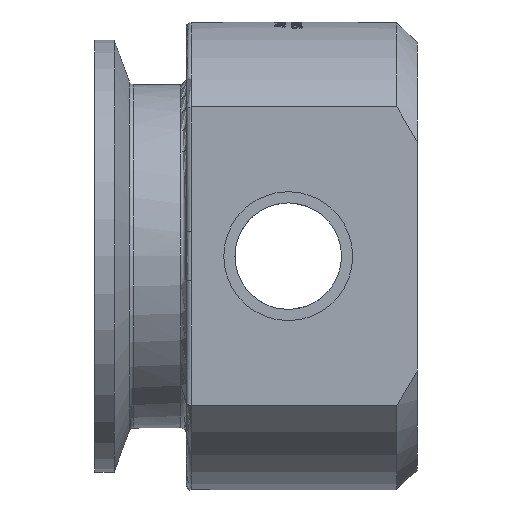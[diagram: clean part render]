
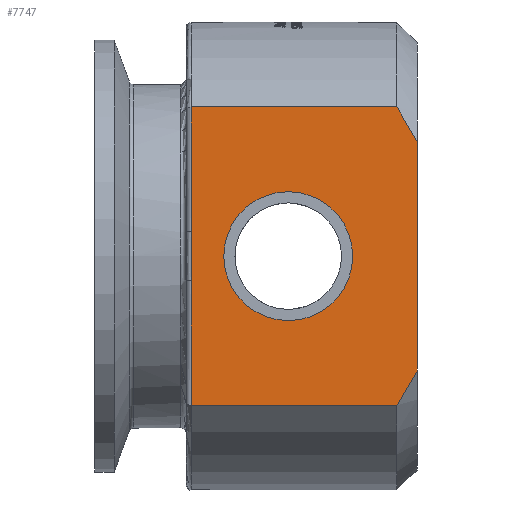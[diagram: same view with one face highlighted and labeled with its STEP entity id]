
A CAD part, left-side view. The second image highlights one B-rep face of the part: STEP entity #7747.
In plain terms, the highlighted planar face has unit normal (-1, 0, 0).
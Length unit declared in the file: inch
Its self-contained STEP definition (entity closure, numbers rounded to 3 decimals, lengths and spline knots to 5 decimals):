
#22=(
BOUNDED_CURVE()
B_SPLINE_CURVE(2,(#16948,#16949,#16950),.UNSPECIFIED.,.F.,.F.)
B_SPLINE_CURVE_WITH_KNOTS((3,3),(0.,0.59037),.UNSPECIFIED.)
CURVE()
GEOMETRIC_REPRESENTATION_ITEM()
RATIONAL_B_SPLINE_CURVE((1.,1.003,1.))
REPRESENTATION_ITEM('')
);
#23=(
BOUNDED_CURVE()
B_SPLINE_CURVE(2,(#16957,#16958,#16959),.UNSPECIFIED.,.F.,.F.)
B_SPLINE_CURVE_WITH_KNOTS((3,3),(0.,0.59037),.UNSPECIFIED.)
CURVE()
GEOMETRIC_REPRESENTATION_ITEM()
RATIONAL_B_SPLINE_CURVE((1.,1.003,1.))
REPRESENTATION_ITEM('')
);
#162=FACE_BOUND('',#1441,.T.);
#541=PLANE('',#8278);
#961=FACE_OUTER_BOUND('',#1440,.T.);
#1440=EDGE_LOOP('',(#7212,#7213,#7214,#7215,#7216,#7217,#7218,#7219));
#1441=EDGE_LOOP('',(#7220));
#1819=B_SPLINE_CURVE_WITH_KNOTS('',3,(#16767,#16768,#16769,#16770,#16771),
 .UNSPECIFIED.,.F.,.F.,(4,1,4),(0.,0.31173,0.72736),
 .UNSPECIFIED.);
#2020=CIRCLE('',#8277,0.375);
#2516=LINE('',#16596,#3016);
#2522=LINE('',#16730,#3022);
#2525=LINE('',#16774,#3025);
#2528=LINE('',#16945,#3028);
#2529=LINE('',#16956,#3029);
#3016=VECTOR('',#9709,1.196);
#3022=VECTOR('',#9757,0.72528);
#3025=VECTOR('',#9766,0.72528);
#3028=VECTOR('',#9823,1.33652);
#3029=VECTOR('',#9834,1.196);
#3750=VERTEX_POINT('',#16592);
#3752=VERTEX_POINT('',#16595);
#3766=VERTEX_POINT('',#16710);
#3768=VERTEX_POINT('',#16729);
#3770=VERTEX_POINT('',#16759);
#3788=VERTEX_POINT('',#16942);
#3789=VERTEX_POINT('',#16944);
#3790=VERTEX_POINT('',#16952);
#3791=VERTEX_POINT('',#16955);
#4881=EDGE_CURVE('',#3750,#3752,#2516,.T.);
#4903=EDGE_CURVE('',#3766,#3768,#2522,.T.);
#4908=EDGE_CURVE('',#3768,#3770,#1819,.T.);
#4910=EDGE_CURVE('',#3770,#3750,#2525,.T.);
#4935=EDGE_CURVE('',#3788,#3789,#2528,.T.);
#4937=EDGE_CURVE('',#3752,#3788,#22,.T.);
#4938=EDGE_CURVE('',#3790,#3790,#2020,.T.);
#4939=EDGE_CURVE('',#3791,#3766,#2529,.T.);
#4940=EDGE_CURVE('',#3789,#3791,#23,.T.);
#7212=ORIENTED_EDGE('',*,*,#4903,.F.);
#7213=ORIENTED_EDGE('',*,*,#4939,.F.);
#7214=ORIENTED_EDGE('',*,*,#4940,.F.);
#7215=ORIENTED_EDGE('',*,*,#4935,.F.);
#7216=ORIENTED_EDGE('',*,*,#4937,.F.);
#7217=ORIENTED_EDGE('',*,*,#4881,.F.);
#7218=ORIENTED_EDGE('',*,*,#4910,.F.);
#7219=ORIENTED_EDGE('',*,*,#4908,.F.);
#7220=ORIENTED_EDGE('',*,*,#4938,.T.);
#7747=ADVANCED_FACE('',(#961,#162),#541,.F.);
#8277=AXIS2_PLACEMENT_3D('',#16953,#9830,#9831);
#8278=AXIS2_PLACEMENT_3D('',#16954,#9832,#9833);
#9709=DIRECTION('',(0.,-1.,0.));
#9757=DIRECTION('',(0.,0.,1.));
#9766=DIRECTION('',(0.,0.,1.));
#9823=DIRECTION('',(0.,0.,-1.));
#9830=DIRECTION('center_axis',(1.,0.,0.));
#9831=DIRECTION('ref_axis',(0.,1.,0.));
#9832=DIRECTION('center_axis',(1.,0.,0.));
#9833=DIRECTION('ref_axis',(0.,-1.,0.));
#9834=DIRECTION('',(0.,1.,0.));
#16592=CARTESIAN_POINT('',(-1.05,-0.436,0.86846));
#16595=CARTESIAN_POINT('',(-1.05,-1.632,0.86846));
#16596=CARTESIAN_POINT('',(-1.05,-1.078,0.86846));
#16710=CARTESIAN_POINT('',(-1.05,-0.436,-0.86846));
#16729=CARTESIAN_POINT('',(-1.05,-0.436,-0.14318));
#16730=CARTESIAN_POINT('',(-1.05,-0.436,0.));
#16759=CARTESIAN_POINT('',(-1.05,-0.436,0.14318));
#16767=CARTESIAN_POINT('Ctrl Pts',(-1.05,-0.436,-0.14318));
#16768=CARTESIAN_POINT('Ctrl Pts',(-1.05,-0.436,-0.10227));
#16769=CARTESIAN_POINT('Ctrl Pts',(-1.05,-0.43435,-0.00682));
#16770=CARTESIAN_POINT('Ctrl Pts',(-1.05,-0.436,0.08863));
#16771=CARTESIAN_POINT('Ctrl Pts',(-1.05,-0.436,0.14318));
#16774=CARTESIAN_POINT('',(-1.05,-0.436,0.));
#16942=CARTESIAN_POINT('',(-1.05,-1.75,0.66826));
#16944=CARTESIAN_POINT('',(-1.05,-1.75,-0.66826));
#16945=CARTESIAN_POINT('',(-1.05,-1.75,0.));
#16948=CARTESIAN_POINT('Ctrl Pts',(-1.05,-1.632,0.86846));
#16949=CARTESIAN_POINT('Ctrl Pts',(-1.05,-1.69869,0.76383));
#16950=CARTESIAN_POINT('Ctrl Pts',(-1.05,-1.75,0.66826));
#16952=CARTESIAN_POINT('',(-1.05,-1.375,0.));
#16953=CARTESIAN_POINT('Origin',(-1.05,-1.,0.));
#16954=CARTESIAN_POINT('Origin',(-1.05,-0.406,0.));
#16955=CARTESIAN_POINT('',(-1.05,-1.632,-0.86846));
#16956=CARTESIAN_POINT('',(-1.05,-1.078,-0.86846));
#16957=CARTESIAN_POINT('Ctrl Pts',(-1.05,-1.75,-0.66826));
#16958=CARTESIAN_POINT('Ctrl Pts',(-1.05,-1.69869,-0.76383));
#16959=CARTESIAN_POINT('Ctrl Pts',(-1.05,-1.632,-0.86846));
